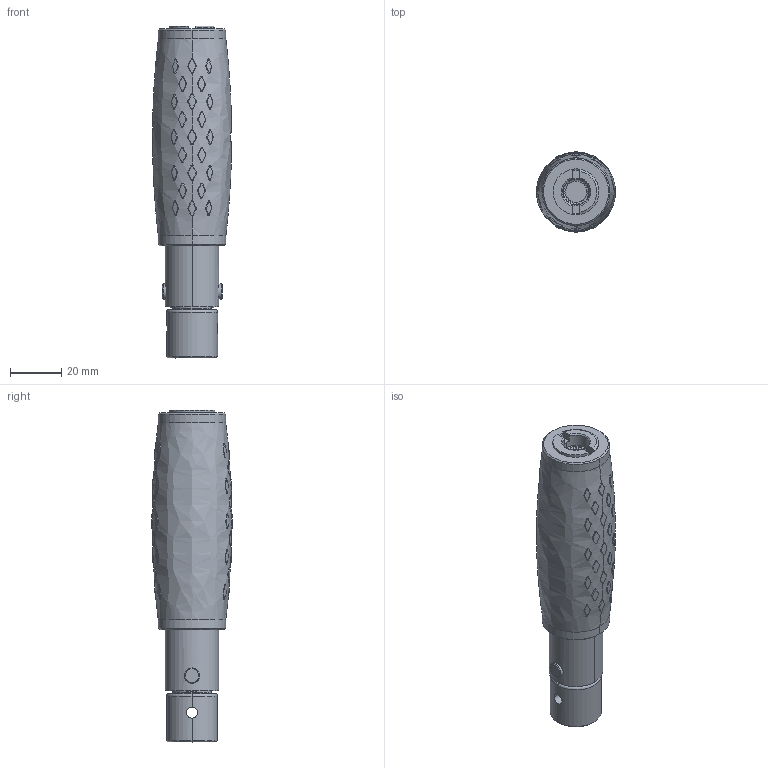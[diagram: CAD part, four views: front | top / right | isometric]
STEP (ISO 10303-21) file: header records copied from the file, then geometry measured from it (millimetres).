
FILE_DESCRIPTION((''),'2;1');
FILE_NAME('8439004100_SW0002','2019-01-28T09:47:55',('ITDAAR'),(''),'CREO PARAMETRIC BY PTC INC, 2018100','CREO PARAMETRIC BY PTC INC, 2018100','');
FILE_SCHEMA(('CONFIG_CONTROL_DESIGN','GEOMETRIC_VALIDATION_PROPERTIES_MIM'));
Products named in the file (1): 8439004100_SW0002
Bounding box: 30.94 x 31.41 x 130.09 mm (x, y, z)
Volume: 38987.5 mm3; surface area: 20201.9 mm2
Topology: 2 solids, 3 shells, 656 faces, 1763 edges, 1156 vertices
Faces by surface type: bspline 436, cylinder 104, plane 83, cone 25, torus 8
Entity records: 48935 total; most frequent: CARTESIAN_POINT 32580, ORIENTED_EDGE 3526, EDGE_CURVE 1763, DIRECTION 1282, VERTEX_POINT 1156, B_SPLINE_CURVE_WITH_KNOTS 1108, EDGE_LOOP 707, FACE_OUTER_BOUND 656
